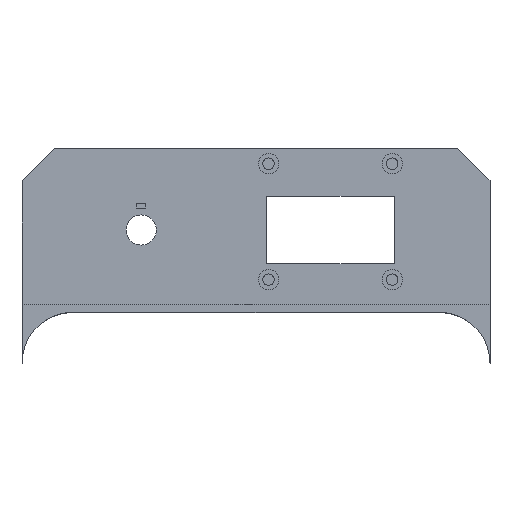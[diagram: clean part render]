
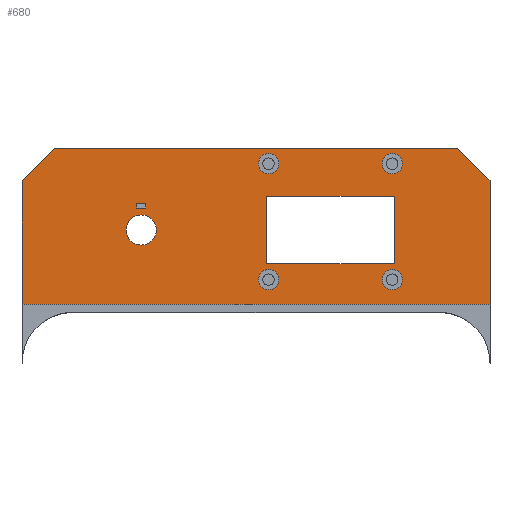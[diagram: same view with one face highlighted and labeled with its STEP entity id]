
A CAD part, top view. The second image highlights one B-rep face of the part: STEP entity #680.
In plain terms, the highlighted planar face has unit normal (0, 0, 1).
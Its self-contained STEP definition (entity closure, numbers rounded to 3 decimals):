
#34=FACE_BOUND('',#102,.T.);
#35=FACE_BOUND('',#103,.T.);
#36=FACE_BOUND('',#104,.T.);
#37=FACE_BOUND('',#105,.T.);
#38=FACE_BOUND('',#106,.T.);
#39=FACE_BOUND('',#107,.T.);
#40=FACE_BOUND('',#108,.T.);
#55=FACE_OUTER_BOUND('',#101,.T.);
#101=EDGE_LOOP('',(#504,#505,#506,#507,#508,#509));
#102=EDGE_LOOP('',(#510,#511,#512,#513));
#103=EDGE_LOOP('',(#514));
#104=EDGE_LOOP('',(#515));
#105=EDGE_LOOP('',(#516));
#106=EDGE_LOOP('',(#517));
#107=EDGE_LOOP('',(#518));
#108=EDGE_LOOP('',(#519,#520,#521,#522));
#159=CIRCLE('',#748,2.5);
#160=CIRCLE('',#749,2.5);
#161=CIRCLE('',#750,2.5);
#162=CIRCLE('',#751,2.5);
#163=CIRCLE('',#752,3.7);
#195=LINE('',#1107,#258);
#196=LINE('',#1109,#259);
#197=LINE('',#1111,#260);
#198=LINE('',#1113,#261);
#199=LINE('',#1115,#262);
#200=LINE('',#1116,#263);
#201=LINE('',#1119,#264);
#202=LINE('',#1121,#265);
#203=LINE('',#1123,#266);
#204=LINE('',#1124,#267);
#205=LINE('',#1137,#268);
#206=LINE('',#1139,#269);
#207=LINE('',#1141,#270);
#208=LINE('',#1142,#271);
#258=VECTOR('',#859,10.);
#259=VECTOR('',#860,10.);
#260=VECTOR('',#861,1000.);
#261=VECTOR('',#862,1000.);
#262=VECTOR('',#863,1000.);
#263=VECTOR('',#864,10.);
#264=VECTOR('',#865,1000.);
#265=VECTOR('',#866,1000.);
#266=VECTOR('',#867,1000.);
#267=VECTOR('',#868,1000.);
#268=VECTOR('',#879,1000.);
#269=VECTOR('',#880,1000.);
#270=VECTOR('',#881,1000.);
#271=VECTOR('',#882,1000.);
#327=VERTEX_POINT('',#1105);
#328=VERTEX_POINT('',#1106);
#329=VERTEX_POINT('',#1108);
#330=VERTEX_POINT('',#1110);
#331=VERTEX_POINT('',#1112);
#332=VERTEX_POINT('',#1114);
#333=VERTEX_POINT('',#1117);
#334=VERTEX_POINT('',#1118);
#335=VERTEX_POINT('',#1120);
#336=VERTEX_POINT('',#1122);
#337=VERTEX_POINT('',#1125);
#338=VERTEX_POINT('',#1127);
#339=VERTEX_POINT('',#1129);
#340=VERTEX_POINT('',#1131);
#341=VERTEX_POINT('',#1133);
#342=VERTEX_POINT('',#1135);
#343=VERTEX_POINT('',#1136);
#344=VERTEX_POINT('',#1138);
#345=VERTEX_POINT('',#1140);
#396=EDGE_CURVE('',#327,#328,#195,.T.);
#397=EDGE_CURVE('',#328,#329,#196,.T.);
#398=EDGE_CURVE('',#329,#330,#197,.T.);
#399=EDGE_CURVE('',#330,#331,#198,.T.);
#400=EDGE_CURVE('',#331,#332,#199,.T.);
#401=EDGE_CURVE('',#332,#327,#200,.T.);
#402=EDGE_CURVE('',#333,#334,#201,.T.);
#403=EDGE_CURVE('',#334,#335,#202,.T.);
#404=EDGE_CURVE('',#335,#336,#203,.T.);
#405=EDGE_CURVE('',#336,#333,#204,.T.);
#406=EDGE_CURVE('',#337,#337,#159,.T.);
#407=EDGE_CURVE('',#338,#338,#160,.T.);
#408=EDGE_CURVE('',#339,#339,#161,.T.);
#409=EDGE_CURVE('',#340,#340,#162,.T.);
#410=EDGE_CURVE('',#341,#341,#163,.T.);
#411=EDGE_CURVE('',#342,#343,#205,.T.);
#412=EDGE_CURVE('',#344,#342,#206,.T.);
#413=EDGE_CURVE('',#345,#344,#207,.T.);
#414=EDGE_CURVE('',#343,#345,#208,.T.);
#504=ORIENTED_EDGE('',*,*,#396,.T.);
#505=ORIENTED_EDGE('',*,*,#397,.T.);
#506=ORIENTED_EDGE('',*,*,#398,.T.);
#507=ORIENTED_EDGE('',*,*,#399,.T.);
#508=ORIENTED_EDGE('',*,*,#400,.T.);
#509=ORIENTED_EDGE('',*,*,#401,.T.);
#510=ORIENTED_EDGE('',*,*,#402,.T.);
#511=ORIENTED_EDGE('',*,*,#403,.T.);
#512=ORIENTED_EDGE('',*,*,#404,.T.);
#513=ORIENTED_EDGE('',*,*,#405,.T.);
#514=ORIENTED_EDGE('',*,*,#406,.T.);
#515=ORIENTED_EDGE('',*,*,#407,.T.);
#516=ORIENTED_EDGE('',*,*,#408,.T.);
#517=ORIENTED_EDGE('',*,*,#409,.T.);
#518=ORIENTED_EDGE('',*,*,#410,.F.);
#519=ORIENTED_EDGE('',*,*,#411,.F.);
#520=ORIENTED_EDGE('',*,*,#412,.F.);
#521=ORIENTED_EDGE('',*,*,#413,.F.);
#522=ORIENTED_EDGE('',*,*,#414,.F.);
#647=PLANE('',#747);
#680=ADVANCED_FACE('',(#55,#34,#35,#36,#37,#38,#39,#40),#647,.T.);
#747=AXIS2_PLACEMENT_3D('',#1104,#857,#858);
#748=AXIS2_PLACEMENT_3D('',#1126,#869,#870);
#749=AXIS2_PLACEMENT_3D('',#1128,#871,#872);
#750=AXIS2_PLACEMENT_3D('',#1130,#873,#874);
#751=AXIS2_PLACEMENT_3D('',#1132,#875,#876);
#752=AXIS2_PLACEMENT_3D('',#1134,#877,#878);
#857=DIRECTION('center_axis',(0.,0.,1.));
#858=DIRECTION('ref_axis',(0.,1.,0.));
#859=DIRECTION('',(1.,0.,0.));
#860=DIRECTION('',(0.,1.,0.));
#861=DIRECTION('',(-0.707,0.707,0.));
#862=DIRECTION('',(-1.,0.,0.));
#863=DIRECTION('',(-0.707,-0.707,0.));
#864=DIRECTION('',(0.,-1.,0.));
#865=DIRECTION('',(1.,0.,0.));
#866=DIRECTION('',(0.,-1.,0.));
#867=DIRECTION('',(-1.,0.,0.));
#868=DIRECTION('',(0.,1.,0.));
#869=DIRECTION('center_axis',(0.,0.,-1.));
#870=DIRECTION('ref_axis',(0.,1.,0.));
#871=DIRECTION('center_axis',(0.,0.,-1.));
#872=DIRECTION('ref_axis',(0.,1.,0.));
#873=DIRECTION('center_axis',(0.,0.,-1.));
#874=DIRECTION('ref_axis',(0.,1.,0.));
#875=DIRECTION('center_axis',(0.,0.,-1.));
#876=DIRECTION('ref_axis',(0.,1.,0.));
#877=DIRECTION('center_axis',(0.,0.,1.));
#878=DIRECTION('ref_axis',(0.,1.,0.));
#879=DIRECTION('',(1.,0.,0.));
#880=DIRECTION('',(0.,-1.,0.));
#881=DIRECTION('',(-1.,0.,0.));
#882=DIRECTION('',(0.,1.,0.));
#1104=CARTESIAN_POINT('Origin',(-750.,-216.733,-326.367));
#1105=CARTESIAN_POINT('',(-807.5,-163.,-326.367));
#1106=CARTESIAN_POINT('',(-692.5,-163.,-326.367));
#1107=CARTESIAN_POINT('',(-772.5,-163.,-326.367));
#1108=CARTESIAN_POINT('',(-692.5,-132.647,-326.367));
#1109=CARTESIAN_POINT('',(-692.5,-108.366,-326.367));
#1110=CARTESIAN_POINT('',(-700.414,-124.733,-326.367));
#1111=CARTESIAN_POINT('',(-700.414,-124.733,-326.367));
#1112=CARTESIAN_POINT('',(-799.586,-124.733,-326.367));
#1113=CARTESIAN_POINT('',(-700.414,-124.733,-326.367));
#1114=CARTESIAN_POINT('',(-807.5,-132.647,-326.367));
#1115=CARTESIAN_POINT('',(-799.586,-124.733,-326.367));
#1116=CARTESIAN_POINT('',(-807.5,-108.366,-326.367));
#1117=CARTESIAN_POINT('',(-779.36,-138.133,-326.367));
#1118=CARTESIAN_POINT('',(-777.06,-138.133,-326.367));
#1119=CARTESIAN_POINT('',(-777.06,-138.133,-326.367));
#1120=CARTESIAN_POINT('',(-777.06,-139.333,-326.367));
#1121=CARTESIAN_POINT('',(-777.06,-138.133,-326.367));
#1122=CARTESIAN_POINT('',(-779.36,-139.333,-326.367));
#1123=CARTESIAN_POINT('',(-777.06,-139.333,-326.367));
#1124=CARTESIAN_POINT('',(-779.36,-138.133,-326.367));
#1125=CARTESIAN_POINT('',(-716.51,-130.933,-326.367));
#1126=CARTESIAN_POINT('Origin',(-716.51,-128.433,-326.367));
#1127=CARTESIAN_POINT('',(-716.51,-159.433,-326.367));
#1128=CARTESIAN_POINT('Origin',(-716.51,-156.933,-326.367));
#1129=CARTESIAN_POINT('',(-746.91,-130.933,-326.367));
#1130=CARTESIAN_POINT('Origin',(-746.91,-128.433,-326.367));
#1131=CARTESIAN_POINT('',(-746.91,-159.433,-326.367));
#1132=CARTESIAN_POINT('Origin',(-746.91,-156.933,-326.367));
#1133=CARTESIAN_POINT('',(-778.21,-148.433,-326.367));
#1134=CARTESIAN_POINT('Origin',(-778.21,-144.733,-326.367));
#1135=CARTESIAN_POINT('',(-747.42,-153.083,-326.367));
#1136=CARTESIAN_POINT('',(-716.,-153.083,-326.367));
#1137=CARTESIAN_POINT('',(-747.42,-153.083,-326.367));
#1138=CARTESIAN_POINT('',(-747.42,-136.383,-326.367));
#1139=CARTESIAN_POINT('',(-747.42,-153.083,-326.367));
#1140=CARTESIAN_POINT('',(-716.,-136.383,-326.367));
#1141=CARTESIAN_POINT('',(-747.42,-136.383,-326.367));
#1142=CARTESIAN_POINT('',(-716.,-153.083,-326.367));
